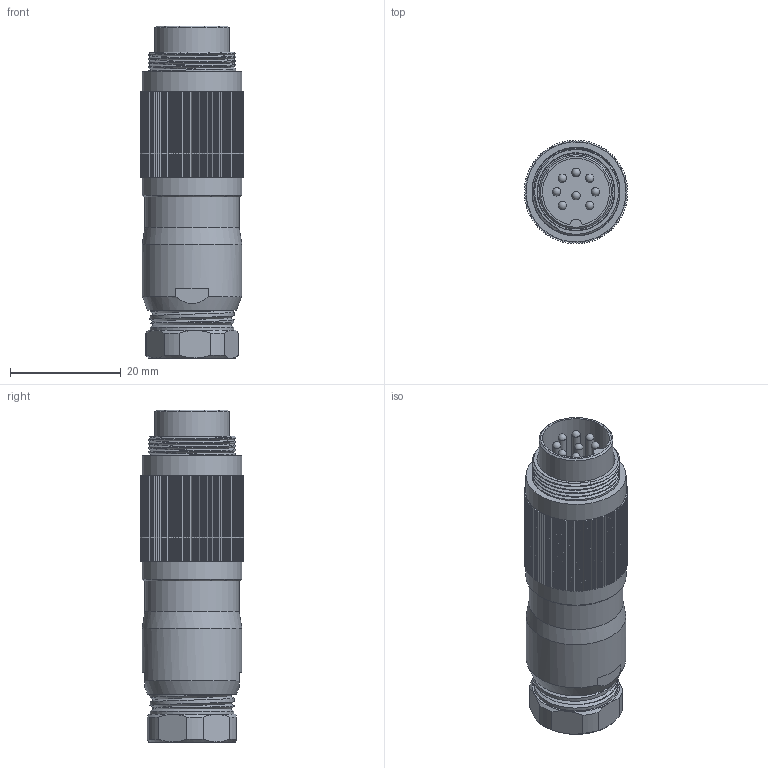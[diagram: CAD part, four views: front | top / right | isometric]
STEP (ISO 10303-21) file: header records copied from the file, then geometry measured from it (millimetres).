
FILE_DESCRIPTION (( 'STEP AP203' ), '1' );
FILE_NAME ('DWZ8218-0 9 L.STEP', '2024-08-27T05:09:28', ( '' ), ( '' ), 'SwSTEP 2.0', 'SolidWorks 2017', '' );
FILE_SCHEMA (( 'CONFIG_CONTROL_DESIGN' ));
Length unit declared in the file: millimetre
Products named in the file (1): DWZ8218-0 9 L
Bounding box: 18.7 x 18.7 x 60 mm (x, y, z)
Volume: 12035.7 mm3; surface area: 7432.4 mm2
Topology: 1 solids, 1 shells, 493 faces, 1420 edges, 935 vertices
Faces by surface type: plane 288, cylinder 154, cone 37, sphere 8, bspline 5, torus 1
Full cylindrical faces by diameter (mm): 1.5 x8, 10 x1, 13.4 x1, 13.9 x1, 14.1 x1, 15.2 x1, 16 x1, 16.5 x1, 17 x2, 17.1 x1, 18 x1, 18.1 x2
Entity records: 17242 total; most frequent: CARTESIAN_POINT 4471, ORIENTED_EDGE 2696, DIRECTION 2591, EDGE_CURVE 1348, VERTEX_POINT 908, VECTOR 887, LINE 887, AXIS2_PLACEMENT_3D 852
